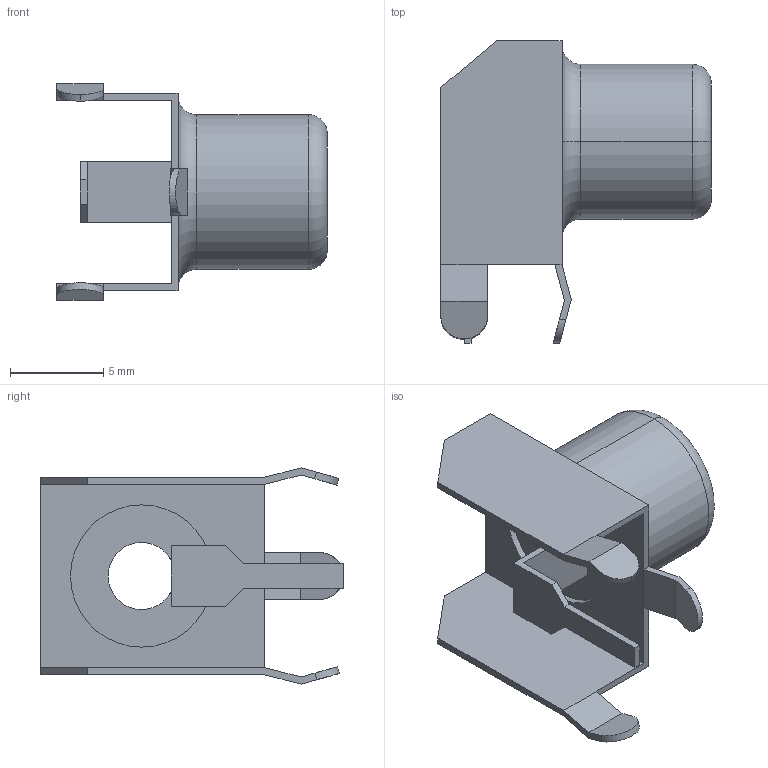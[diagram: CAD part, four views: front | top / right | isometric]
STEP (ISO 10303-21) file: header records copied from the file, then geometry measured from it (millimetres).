
FILE_DESCRIPTION (( 'STEP AP214' ), '1' );
FILE_NAME ('CUI-RCJ-011.step', '2009-07-09T18:02:15', ( 'SysAdmin' ), ( 'SolidWorks' ), 'SwSTEP 2.0', 'SolidWorks 2009', '' );
FILE_SCHEMA (( 'AUTOMOTIVE_DESIGN' ));
Length unit declared in the file: millimetre
Products named in the file (1): CUI-RCJ-011
Bounding box: 14.5 x 16.2 x 11.6 mm (x, y, z)
Volume: 451.8 mm3; surface area: 972.2 mm2
Topology: 1 solids, 1 shells, 61 faces, 156 edges, 100 vertices
Faces by surface type: plane 45, cylinder 12, torus 4
Entity records: 2491 total; most frequent: CARTESIAN_POINT 324, ORIENTED_EDGE 312, DIRECTION 310, EDGE_CURVE 156, VECTOR 122, LINE 122, VERTEX_POINT 100, AXIS2_PLACEMENT_3D 94
